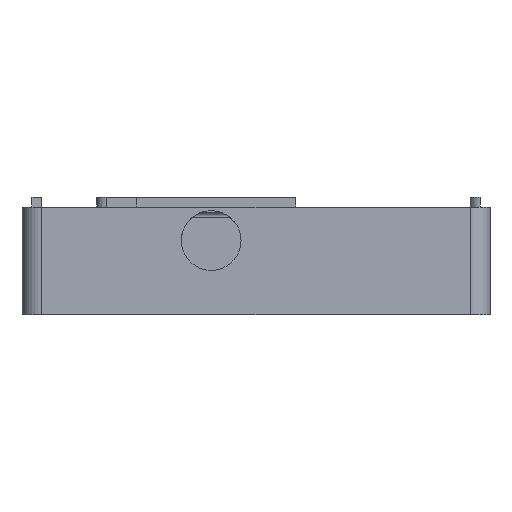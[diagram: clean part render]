
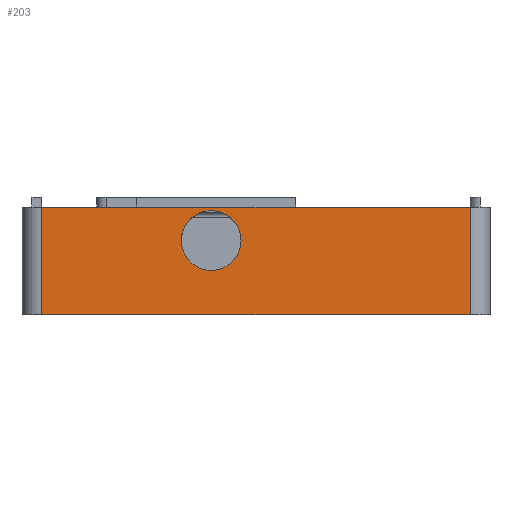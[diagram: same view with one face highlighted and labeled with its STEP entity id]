
A CAD part, front view. The second image highlights one B-rep face of the part: STEP entity #203.
In plain terms, the highlighted planar face has unit normal (0, -1, 0).
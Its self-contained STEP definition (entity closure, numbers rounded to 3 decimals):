
#54=AXIS2_PLACEMENT_3D('Circle Axis2P3D',#52,#53,$) ;
#144=AXIS2_PLACEMENT_3D('Circle Axis2P3D',#142,#143,$) ;
#163=AXIS2_PLACEMENT_3D('Plane Axis2P3D',#160,#161,#162) ;
#49=CARTESIAN_POINT('Vertex',(22.99,-6.,14.909)) ;
#52=CARTESIAN_POINT('Axis2P3D Location',(28.99,-6.,14.909)) ;
#56=CARTESIAN_POINT('Vertex',(34.99,-6.,14.909)) ;
#142=CARTESIAN_POINT('Axis2P3D Location',(28.99,-6.,14.909)) ;
#160=CARTESIAN_POINT('Axis2P3D Location',(85.,-6.,0.)) ;
#165=CARTESIAN_POINT('Line Origine',(-5.,-6.,10.8)) ;
#169=CARTESIAN_POINT('Vertex',(-5.,-6.,0.)) ;
#171=CARTESIAN_POINT('Vertex',(-5.,-6.,21.6)) ;
#174=CARTESIAN_POINT('Line Origine',(38.,-6.,0.)) ;
#178=CARTESIAN_POINT('Vertex',(81.,-6.,0.)) ;
#181=CARTESIAN_POINT('Line Origine',(81.,-6.,10.8)) ;
#185=CARTESIAN_POINT('Vertex',(81.,-6.,21.6)) ;
#188=CARTESIAN_POINT('Line Origine',(38.,-6.,21.6)) ;
#53=DIRECTION('Axis2P3D Direction',(0.,-1.,0.)) ;
#143=DIRECTION('Axis2P3D Direction',(0.,-1.,0.)) ;
#161=DIRECTION('Axis2P3D Direction',(0.,1.,-0.)) ;
#162=DIRECTION('Axis2P3D XDirection',(-1.,0.,0.)) ;
#166=DIRECTION('Vector Direction',(0.,0.,1.)) ;
#175=DIRECTION('Vector Direction',(-1.,0.,0.)) ;
#182=DIRECTION('Vector Direction',(0.,0.,1.)) ;
#189=DIRECTION('Vector Direction',(-1.,0.,0.)) ;
#167=VECTOR('Line Direction',#166,1.) ;
#176=VECTOR('Line Direction',#175,1.) ;
#183=VECTOR('Line Direction',#182,1.) ;
#190=VECTOR('Line Direction',#189,1.) ;
#194=ORIENTED_EDGE('',*,*,#173,.F.) ;
#195=ORIENTED_EDGE('',*,*,#180,.T.) ;
#196=ORIENTED_EDGE('',*,*,#187,.T.) ;
#197=ORIENTED_EDGE('',*,*,#192,.F.) ;
#200=ORIENTED_EDGE('',*,*,#58,.F.) ;
#201=ORIENTED_EDGE('',*,*,#146,.F.) ;
#202=FACE_BOUND('',#199,.T.) ;
#203=ADVANCED_FACE('Corps principal',(#198,#202),#164,.F.) ;
#55=CIRCLE('generated circle',#54,6.) ;
#145=CIRCLE('generated circle',#144,6.) ;
#58=EDGE_CURVE('',#50,#57,#55,.T.) ;
#146=EDGE_CURVE('',#57,#50,#145,.T.) ;
#173=EDGE_CURVE('',#170,#172,#168,.T.) ;
#180=EDGE_CURVE('',#170,#179,#177,.F.) ;
#187=EDGE_CURVE('',#179,#186,#184,.T.) ;
#192=EDGE_CURVE('',#172,#186,#191,.F.) ;
#193=EDGE_LOOP('',(#194,#195,#196,#197)) ;
#199=EDGE_LOOP('',(#200,#201)) ;
#198=FACE_OUTER_BOUND('',#193,.T.) ;
#168=LINE('Line',#165,#167) ;
#177=LINE('Line',#174,#176) ;
#184=LINE('Line',#181,#183) ;
#191=LINE('Line',#188,#190) ;
#164=PLANE('',#163) ;
#50=VERTEX_POINT('',#49) ;
#57=VERTEX_POINT('',#56) ;
#170=VERTEX_POINT('',#169) ;
#172=VERTEX_POINT('',#171) ;
#179=VERTEX_POINT('',#178) ;
#186=VERTEX_POINT('',#185) ;
